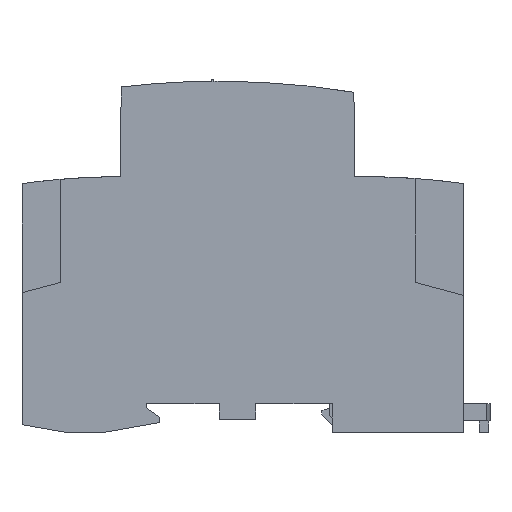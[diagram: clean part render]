
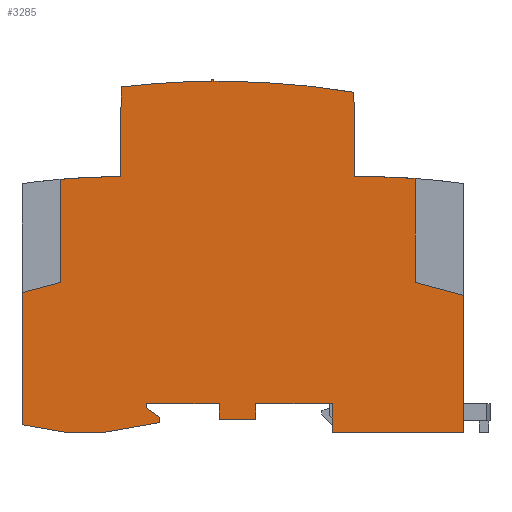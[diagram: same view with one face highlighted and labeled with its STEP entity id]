
A CAD part, left-side view. The second image highlights one B-rep face of the part: STEP entity #3285.
In plain terms, the highlighted planar face has unit normal (-1, 0, 0).
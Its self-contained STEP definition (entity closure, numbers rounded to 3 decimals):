
#2=DIRECTION('',(0.,0.,-1.));
#3=VECTOR('',#2,19.962);
#4=CARTESIAN_POINT('',(-17.9,-33.1,15.033));
#5=LINE('',#4,#3);
#6=DIRECTION('',(0.,-0.966,-0.259));
#7=VECTOR('',#6,9.628);
#8=CARTESIAN_POINT('',(-17.9,-33.1,-4.929));
#9=LINE('',#8,#7);
#10=DIRECTION('',(0.,0.,-1.));
#11=VECTOR('',#10,26.304);
#12=CARTESIAN_POINT('',(-17.9,-42.4,-7.421));
#13=LINE('',#12,#11);
#14=DIRECTION('',(0.,1.,0.));
#15=VECTOR('',#14,25.2);
#16=CARTESIAN_POINT('',(-17.9,-42.4,-33.725));
#17=LINE('',#16,#15);
#18=DIRECTION('',(0.,0.,1.));
#19=VECTOR('',#18,5.5);
#20=CARTESIAN_POINT('',(-17.9,-17.2,-33.725));
#21=LINE('',#20,#19);
#22=DIRECTION('',(0.,1.,0.));
#23=VECTOR('',#22,14.7);
#24=CARTESIAN_POINT('',(-17.9,-17.2,-28.225));
#25=LINE('',#24,#23);
#26=DIRECTION('',(0.,0.,-1.));
#27=VECTOR('',#26,3.);
#28=CARTESIAN_POINT('',(-17.9,-2.5,-28.225));
#29=LINE('',#28,#27);
#30=DIRECTION('',(0.,1.,0.));
#31=VECTOR('',#30,7.);
#32=CARTESIAN_POINT('',(-17.9,-2.5,-31.225));
#33=LINE('',#32,#31);
#34=DIRECTION('',(0.,0.,1.));
#35=VECTOR('',#34,3.);
#36=CARTESIAN_POINT('',(-17.9,4.5,-31.225));
#37=LINE('',#36,#35);
#38=DIRECTION('',(0.,1.,0.));
#39=VECTOR('',#38,14.);
#40=CARTESIAN_POINT('',(-17.9,4.5,-28.225));
#41=LINE('',#40,#39);
#42=DIRECTION('',(0.,0.,-1.));
#43=VECTOR('',#42,0.8);
#44=CARTESIAN_POINT('',(-17.9,18.5,-28.225));
#45=LINE('',#44,#43);
#46=DIRECTION('',(0.,-0.819,-0.574));
#47=VECTOR('',#46,3.174);
#48=CARTESIAN_POINT('',(-17.9,18.5,-29.025));
#49=LINE('',#48,#47);
#50=DIRECTION('',(0.,0.,-1.));
#51=VECTOR('',#50,0.993);
#52=CARTESIAN_POINT('',(-17.9,15.9,-30.846));
#53=LINE('',#52,#51);
#54=DIRECTION('',(0.,0.985,-0.174));
#55=VECTOR('',#54,10.865);
#56=CARTESIAN_POINT('',(-17.9,15.9,-31.838));
#57=LINE('',#56,#55);
#58=DIRECTION('',(0.,1.,0.));
#59=VECTOR('',#58,7.5);
#60=CARTESIAN_POINT('',(-17.9,26.6,-33.725));
#61=LINE('',#60,#59);
#62=DIRECTION('',(0.,0.985,0.174));
#63=VECTOR('',#62,8.428);
#64=CARTESIAN_POINT('',(-17.9,34.1,-33.725));
#65=LINE('',#64,#63);
#66=DIRECTION('',(0.,0.,1.));
#67=VECTOR('',#66,25.377);
#68=CARTESIAN_POINT('',(-17.9,42.4,-32.261));
#69=LINE('',#68,#67);
#70=DIRECTION('',(0.,-0.966,0.259));
#71=VECTOR('',#70,7.558);
#72=CARTESIAN_POINT('',(-17.9,42.4,-6.885));
#73=LINE('',#72,#71);
#74=DIRECTION('',(0.,0.,1.));
#75=VECTOR('',#74,19.805);
#76=CARTESIAN_POINT('',(-17.9,35.1,-4.929));
#77=LINE('',#76,#75);
#78=CARTESIAN_POINT('',(-17.9,23.5,-119.725));
#79=DIRECTION('',(1.,0.,0.));
#80=DIRECTION('',(0.,0.086,0.996));
#81=AXIS2_PLACEMENT_3D('',#78,#79,#80);
#83=DIRECTION('',(0.,-0.009,1.));
#84=VECTOR('',#83,17.254);
#85=CARTESIAN_POINT('',(-17.9,23.5,15.375));
#86=LINE('',#85,#84);
#87=CARTESIAN_POINT('',(-17.9,4.65,-126.275));
#88=DIRECTION('',(1.,0.,0.));
#89=DIRECTION('',(0.,0.117,0.993));
#90=AXIS2_PLACEMENT_3D('',#87,#88,#89);
#92=DIRECTION('',(0.,0.,1.));
#93=VECTOR('',#92,0.1);
#94=CARTESIAN_POINT('',(-17.9,6.,33.719));
#95=LINE('',#94,#93);
#96=CARTESIAN_POINT('',(-17.9,5.8,33.819));
#97=DIRECTION('',(1.,0.,0.));
#98=DIRECTION('',(0.,1.,0.));
#99=AXIS2_PLACEMENT_3D('',#96,#97,#98);
#101=CARTESIAN_POINT('',(-17.9,5.8,33.819));
#102=DIRECTION('',(1.,0.,0.));
#103=DIRECTION('',(0.,0.,1.));
#104=AXIS2_PLACEMENT_3D('',#101,#102,#103);
#106=DIRECTION('',(0.,0.,-1.));
#107=VECTOR('',#106,0.096);
#108=CARTESIAN_POINT('',(-17.9,5.6,33.819));
#109=LINE('',#108,#107);
#110=CARTESIAN_POINT('',(-17.9,4.65,-126.275));
#111=DIRECTION('',(1.,0.,0.));
#112=DIRECTION('',(0.,0.,1.));
#113=AXIS2_PLACEMENT_3D('',#110,#111,#112);
#115=DIRECTION('',(0.,-0.009,-1.));
#116=VECTOR('',#115,16.233);
#117=CARTESIAN_POINT('',(-17.9,-21.358,31.597));
#118=LINE('',#117,#116);
#119=CARTESIAN_POINT('',(-17.9,-23.5,-119.725));
#120=DIRECTION('',(1.,0.,0.));
#121=DIRECTION('',(0.,0.,1.));
#122=AXIS2_PLACEMENT_3D('',#119,#120,#121);
#132=CARTESIAN_POINT('',(-17.9,-23.5,-119.725));
#133=DIRECTION('',(-1.,0.,0.));
#134=DIRECTION('',(0.,0.,1.));
#135=AXIS2_PLACEMENT_3D('',#132,#133,#134);
#271=CARTESIAN_POINT('',(-17.9,4.65,-126.275));
#272=DIRECTION('',(-1.,0.,0.));
#273=DIRECTION('',(0.,0.,1.));
#274=AXIS2_PLACEMENT_3D('',#271,#272,#273);
#2466=CARTESIAN_POINT('',(-17.9,-33.1,15.033));
#2467=CARTESIAN_POINT('',(-17.9,-33.1,-4.929));
#2468=VERTEX_POINT('',#2466);
#2469=VERTEX_POINT('',#2467);
#2470=CARTESIAN_POINT('',(-17.9,-42.4,-7.421));
#2471=VERTEX_POINT('',#2470);
#2472=CARTESIAN_POINT('',(-17.9,-42.4,-33.725));
#2473=VERTEX_POINT('',#2472);
#2474=CARTESIAN_POINT('',(-17.9,-17.2,-33.725));
#2475=VERTEX_POINT('',#2474);
#2476=CARTESIAN_POINT('',(-17.9,-17.2,-28.225));
#2477=VERTEX_POINT('',#2476);
#2478=CARTESIAN_POINT('',(-17.9,-2.5,-28.225));
#2479=VERTEX_POINT('',#2478);
#2480=CARTESIAN_POINT('',(-17.9,-2.5,-31.225));
#2481=VERTEX_POINT('',#2480);
#2482=CARTESIAN_POINT('',(-17.9,4.5,-31.225));
#2483=VERTEX_POINT('',#2482);
#2484=CARTESIAN_POINT('',(-17.9,4.5,-28.225));
#2485=VERTEX_POINT('',#2484);
#2486=CARTESIAN_POINT('',(-17.9,18.5,-28.225));
#2487=VERTEX_POINT('',#2486);
#2488=CARTESIAN_POINT('',(-17.9,18.5,-29.025));
#2489=VERTEX_POINT('',#2488);
#2490=CARTESIAN_POINT('',(-17.9,15.9,-30.846));
#2491=VERTEX_POINT('',#2490);
#2492=CARTESIAN_POINT('',(-17.9,15.9,-31.838));
#2493=VERTEX_POINT('',#2492);
#2494=CARTESIAN_POINT('',(-17.9,26.6,-33.725));
#2495=VERTEX_POINT('',#2494);
#2496=CARTESIAN_POINT('',(-17.9,34.1,-33.725));
#2497=VERTEX_POINT('',#2496);
#2498=CARTESIAN_POINT('',(-17.9,42.4,-32.261));
#2499=VERTEX_POINT('',#2498);
#2500=CARTESIAN_POINT('',(-17.9,42.4,-6.885));
#2501=VERTEX_POINT('',#2500);
#2502=CARTESIAN_POINT('',(-17.9,35.1,-4.929));
#2503=VERTEX_POINT('',#2502);
#2504=CARTESIAN_POINT('',(-17.9,35.1,14.876));
#2505=VERTEX_POINT('',#2504);
#2506=CARTESIAN_POINT('',(-17.9,23.5,15.375));
#2507=VERTEX_POINT('',#2506);
#2508=CARTESIAN_POINT('',(-17.9,23.349,32.629));
#2509=VERTEX_POINT('',#2508);
#2510=CARTESIAN_POINT('',(-17.9,6.,33.719));
#2511=VERTEX_POINT('',#2510);
#2512=CARTESIAN_POINT('',(-17.9,6.,33.819));
#2513=VERTEX_POINT('',#2512);
#2514=CARTESIAN_POINT('',(-17.9,5.8,34.019));
#2515=VERTEX_POINT('',#2514);
#2516=CARTESIAN_POINT('',(-17.9,5.6,33.819));
#2517=VERTEX_POINT('',#2516);
#2518=CARTESIAN_POINT('',(-17.9,5.6,33.723));
#2519=VERTEX_POINT('',#2518);
#2520=CARTESIAN_POINT('',(-17.9,4.65,33.725));
#2521=VERTEX_POINT('',#2520);
#2522=CARTESIAN_POINT('',(-17.9,-21.358,31.597));
#2523=VERTEX_POINT('',#2522);
#2524=CARTESIAN_POINT('',(-17.9,-21.5,15.365));
#2525=VERTEX_POINT('',#2524);
#2526=CARTESIAN_POINT('',(-17.9,-23.5,15.375));
#2527=VERTEX_POINT('',#2526);
#3216=CARTESIAN_POINT('',(-17.9,0.,0.));
#3217=DIRECTION('',(1.,0.,0.));
#3218=DIRECTION('',(0.,0.,-1.));
#3219=AXIS2_PLACEMENT_3D('',#3216,#3217,#3218);
#3220=PLANE('',#3219);
#3222=ORIENTED_EDGE('',*,*,#3221,.T.);
#3224=ORIENTED_EDGE('',*,*,#3223,.T.);
#3226=ORIENTED_EDGE('',*,*,#3225,.T.);
#3228=ORIENTED_EDGE('',*,*,#3227,.T.);
#3230=ORIENTED_EDGE('',*,*,#3229,.T.);
#3232=ORIENTED_EDGE('',*,*,#3231,.T.);
#3234=ORIENTED_EDGE('',*,*,#3233,.T.);
#3236=ORIENTED_EDGE('',*,*,#3235,.T.);
#3238=ORIENTED_EDGE('',*,*,#3237,.T.);
#3240=ORIENTED_EDGE('',*,*,#3239,.T.);
#3242=ORIENTED_EDGE('',*,*,#3241,.T.);
#3244=ORIENTED_EDGE('',*,*,#3243,.T.);
#3246=ORIENTED_EDGE('',*,*,#3245,.T.);
#3248=ORIENTED_EDGE('',*,*,#3247,.T.);
#3250=ORIENTED_EDGE('',*,*,#3249,.T.);
#3252=ORIENTED_EDGE('',*,*,#3251,.T.);
#3254=ORIENTED_EDGE('',*,*,#3253,.T.);
#3256=ORIENTED_EDGE('',*,*,#3255,.T.);
#3258=ORIENTED_EDGE('',*,*,#3257,.T.);
#3260=ORIENTED_EDGE('',*,*,#3259,.T.);
#3262=ORIENTED_EDGE('',*,*,#3261,.T.);
#3264=ORIENTED_EDGE('',*,*,#3263,.T.);
#3266=ORIENTED_EDGE('',*,*,#3265,.T.);
#3268=ORIENTED_EDGE('',*,*,#3267,.T.);
#3270=ORIENTED_EDGE('',*,*,#3269,.T.);
#3272=ORIENTED_EDGE('',*,*,#3271,.T.);
#3274=ORIENTED_EDGE('',*,*,#3273,.F.);
#3276=ORIENTED_EDGE('',*,*,#3275,.T.);
#3278=ORIENTED_EDGE('',*,*,#3277,.T.);
#3280=ORIENTED_EDGE('',*,*,#3279,.F.);
#3282=ORIENTED_EDGE('',*,*,#3281,.T.);
#3283=EDGE_LOOP('',(#3222,#3224,#3226,#3228,#3230,#3232,#3234,#3236,#3238,#3240,
#3242,#3244,#3246,#3248,#3250,#3252,#3254,#3256,#3258,#3260,#3262,#3264,#3266,
#3268,#3270,#3272,#3274,#3276,#3278,#3280,#3282));
#3284=FACE_OUTER_BOUND('',#3283,.F.);
#3285=ADVANCED_FACE('',(#3284),#3220,.F.);
#82=CIRCLE('',#81,135.1);
#91=CIRCLE('',#90,160.);
#100=CIRCLE('',#99,0.2);
#105=CIRCLE('',#104,0.2);
#114=CIRCLE('',#113,160.);
#123=CIRCLE('',#122,135.1);
#136=CIRCLE('',#135,135.1);
#275=CIRCLE('',#274,160.);
#3221=EDGE_CURVE('',#2468,#2469,#5,.T.);
#3223=EDGE_CURVE('',#2469,#2471,#9,.T.);
#3225=EDGE_CURVE('',#2471,#2473,#13,.T.);
#3227=EDGE_CURVE('',#2473,#2475,#17,.T.);
#3229=EDGE_CURVE('',#2475,#2477,#21,.T.);
#3231=EDGE_CURVE('',#2477,#2479,#25,.T.);
#3233=EDGE_CURVE('',#2479,#2481,#29,.T.);
#3235=EDGE_CURVE('',#2481,#2483,#33,.T.);
#3237=EDGE_CURVE('',#2483,#2485,#37,.T.);
#3239=EDGE_CURVE('',#2485,#2487,#41,.T.);
#3241=EDGE_CURVE('',#2487,#2489,#45,.T.);
#3243=EDGE_CURVE('',#2489,#2491,#49,.T.);
#3245=EDGE_CURVE('',#2491,#2493,#53,.T.);
#3247=EDGE_CURVE('',#2493,#2495,#57,.T.);
#3249=EDGE_CURVE('',#2495,#2497,#61,.T.);
#3251=EDGE_CURVE('',#2497,#2499,#65,.T.);
#3253=EDGE_CURVE('',#2499,#2501,#69,.T.);
#3255=EDGE_CURVE('',#2501,#2503,#73,.T.);
#3257=EDGE_CURVE('',#2503,#2505,#77,.T.);
#3259=EDGE_CURVE('',#2505,#2507,#82,.T.);
#3261=EDGE_CURVE('',#2507,#2509,#86,.T.);
#3263=EDGE_CURVE('',#2509,#2511,#91,.T.);
#3265=EDGE_CURVE('',#2511,#2513,#95,.T.);
#3267=EDGE_CURVE('',#2513,#2515,#100,.T.);
#3269=EDGE_CURVE('',#2515,#2517,#105,.T.);
#3271=EDGE_CURVE('',#2517,#2519,#109,.T.);
#3273=EDGE_CURVE('',#2521,#2519,#275,.T.);
#3275=EDGE_CURVE('',#2521,#2523,#114,.T.);
#3277=EDGE_CURVE('',#2523,#2525,#118,.T.);
#3279=EDGE_CURVE('',#2527,#2525,#136,.T.);
#3281=EDGE_CURVE('',#2527,#2468,#123,.T.);
